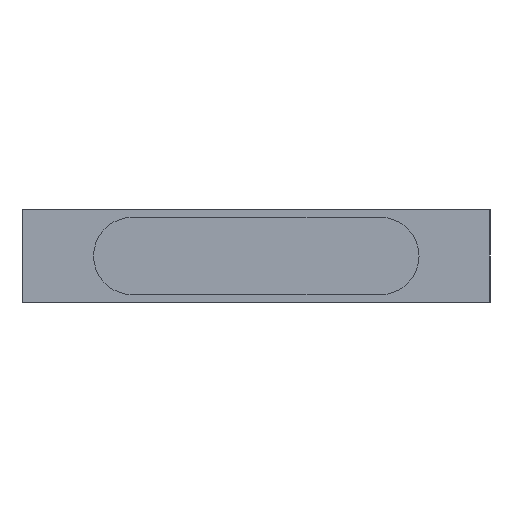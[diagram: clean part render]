
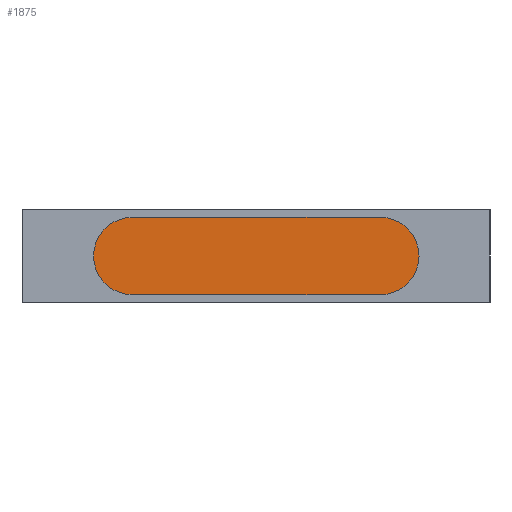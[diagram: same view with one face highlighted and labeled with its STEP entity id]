
A CAD part, left-side view. The second image highlights one B-rep face of the part: STEP entity #1875.
In plain terms, the highlighted planar face has unit normal (-1, 0, 0).
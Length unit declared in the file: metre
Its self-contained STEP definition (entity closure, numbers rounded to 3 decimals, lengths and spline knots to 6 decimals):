
#222=LINE('',#3657,#344);
#226=LINE('',#3669,#348);
#344=VECTOR('',#2499,1.);
#348=VECTOR('',#2511,1.);
#416=PLANE('',#2112);
#854=ORIENTED_EDGE('',*,*,#1195,.T.);
#855=ORIENTED_EDGE('',*,*,#1205,.T.);
#856=ORIENTED_EDGE('',*,*,#1202,.F.);
#857=ORIENTED_EDGE('',*,*,#1199,.F.);
#1195=EDGE_CURVE('',#1398,#1399,#1475,.T.);
#1199=EDGE_CURVE('',#1398,#1402,#222,.T.);
#1202=EDGE_CURVE('',#1402,#1404,#1477,.T.);
#1205=EDGE_CURVE('',#1399,#1404,#226,.T.);
#1398=VERTEX_POINT('',#3649);
#1399=VERTEX_POINT('',#3650);
#1402=VERTEX_POINT('',#3658);
#1404=VERTEX_POINT('',#3664);
#1475=CIRCLE('',#2104,0.007938);
#1477=CIRCLE('',#2108,0.007938);
#1586=EDGE_LOOP('',(#854,#855,#856,#857));
#1720=FACE_BOUND('',#1586,.T.);
#1875=ADVANCED_FACE('',(#1720),#416,.F.);
#2104=AXIS2_PLACEMENT_3D('',#3648,#2491,#2492);
#2108=AXIS2_PLACEMENT_3D('',#3663,#2504,#2505);
#2112=AXIS2_PLACEMENT_3D('',#3672,#2515,#2516);
#2491=DIRECTION('',(-1.,0.,0.));
#2492=DIRECTION('',(0.,0.,1.));
#2499=DIRECTION('',(0.,-1.,0.));
#2504=DIRECTION('',(1.,0.,0.));
#2505=DIRECTION('',(0.,0.,1.));
#2511=DIRECTION('',(0.,-1.,0.));
#2515=DIRECTION('',(1.,0.,0.));
#2516=DIRECTION('',(0.,0.,-1.));
#3648=CARTESIAN_POINT('',(-0.1524,0.0254,0.009525));
#3649=CARTESIAN_POINT('',(-0.1524,0.0254,0.017463));
#3650=CARTESIAN_POINT('',(-0.1524,0.0254,0.001588));
#3657=CARTESIAN_POINT('',(-0.1524,0.,0.017463));
#3658=CARTESIAN_POINT('',(-0.1524,-0.0254,0.017463));
#3663=CARTESIAN_POINT('',(-0.1524,-0.0254,0.009525));
#3664=CARTESIAN_POINT('',(-0.1524,-0.0254,0.001588));
#3669=CARTESIAN_POINT('',(-0.1524,0.,0.001588));
#3672=CARTESIAN_POINT('',(-0.1524,0.,0.01905));
